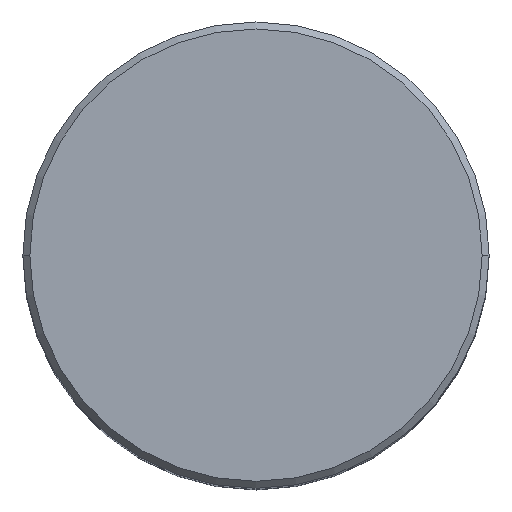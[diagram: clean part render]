
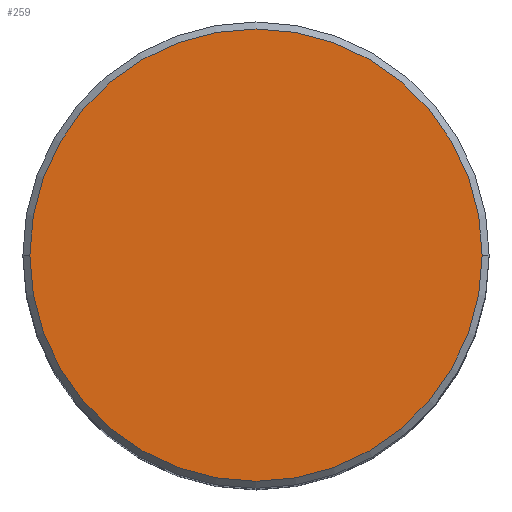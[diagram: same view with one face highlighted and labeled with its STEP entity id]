
A CAD part, top view. The second image highlights one B-rep face of the part: STEP entity #259.
In plain terms, the highlighted planar face has unit normal (0, 0, 1).
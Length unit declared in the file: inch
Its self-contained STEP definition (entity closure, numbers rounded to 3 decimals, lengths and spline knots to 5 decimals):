
#2 = AXIS2_PLACEMENT_3D ( 'NONE', #45, #90, #195 ) ;
#6 = CARTESIAN_POINT ( 'NONE',  ( -0.485, 0., 2.5 ) ) ;
#8 = VERTEX_POINT ( 'NONE', #6 ) ;
#25 = EDGE_CURVE ( 'NONE', #8, #333, #84, .T. ) ;
#30 = PLANE ( 'NONE',  #277 ) ;
#45 = CARTESIAN_POINT ( 'NONE',  ( 0., 0., 2.5 ) ) ;
#54 = FACE_OUTER_BOUND ( 'NONE', #243, .T. ) ;
#63 = AXIS2_PLACEMENT_3D ( 'NONE', #73, #210, #242 ) ;
#73 = CARTESIAN_POINT ( 'NONE',  ( 0., 0., 2.5 ) ) ;
#84 = CIRCLE ( 'NONE', #2, 0.485 ) ;
#86 = DIRECTION ( 'NONE',  ( 1., 0., 0. ) ) ;
#90 = DIRECTION ( 'NONE',  ( 0., 0., 1. ) ) ;
#95 = ORIENTED_EDGE ( 'NONE', *, *, #124, .T. ) ;
#114 = CARTESIAN_POINT ( 'NONE',  ( 0.485, 0., 2.5 ) ) ;
#124 = EDGE_CURVE ( 'NONE', #333, #8, #140, .T. ) ;
#134 = ORIENTED_EDGE ( 'NONE', *, *, #25, .T. ) ;
#140 = CIRCLE ( 'NONE', #63, 0.485 ) ;
#195 = DIRECTION ( 'NONE',  ( 1., 0., 0. ) ) ;
#210 = DIRECTION ( 'NONE',  ( 0., 0., 1. ) ) ;
#242 = DIRECTION ( 'NONE',  ( 1., 0., 0. ) ) ;
#243 = EDGE_LOOP ( 'NONE', ( #134, #95 ) ) ;
#246 = DIRECTION ( 'NONE',  ( 0., 0., 1. ) ) ;
#259 = ADVANCED_FACE ( 'NONE', ( #54 ), #30, .T. ) ;
#277 = AXIS2_PLACEMENT_3D ( 'NONE', #323, #246, #86 ) ;
#323 = CARTESIAN_POINT ( 'NONE',  ( 0., 0., 2.5 ) ) ;
#333 = VERTEX_POINT ( 'NONE', #114 ) ;
